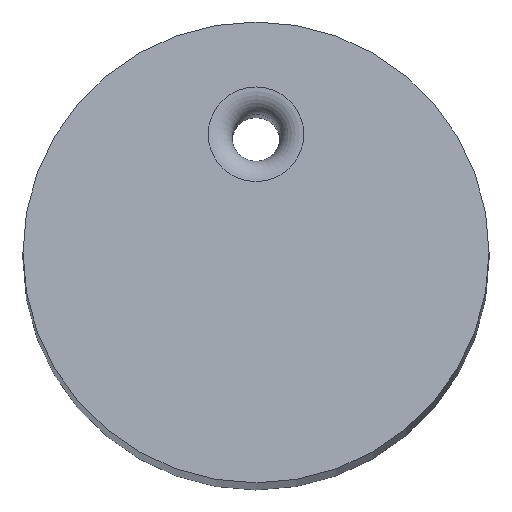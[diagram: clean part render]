
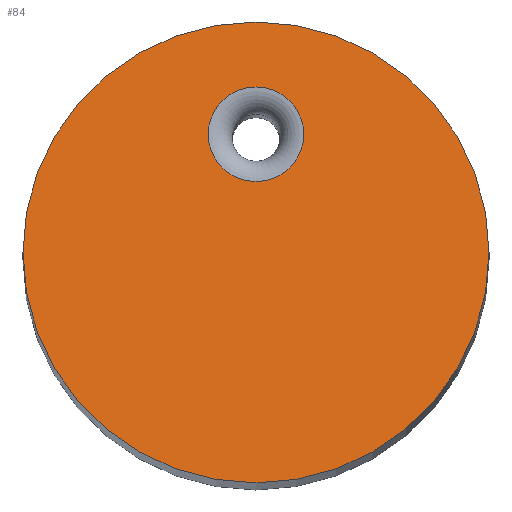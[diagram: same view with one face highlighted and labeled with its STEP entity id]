
A CAD part, front view. The second image highlights one B-rep face of the part: STEP entity #84.
In plain terms, the highlighted planar face has unit normal (0, -0.989, 0.149).
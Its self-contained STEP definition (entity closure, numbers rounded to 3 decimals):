
#19=FACE_BOUND('',#37,.T.);
#21=PLANE('',#109);
#31=FACE_OUTER_BOUND('',#36,.T.);
#36=EDGE_LOOP('',(#73));
#37=EDGE_LOOP('',(#74));
#41=CIRCLE('',#103,2.);
#46=CIRCLE('',#110,9.75);
#48=VERTEX_POINT('',#150);
#52=VERTEX_POINT('',#162);
#54=EDGE_CURVE('',#48,#48,#41,.T.);
#60=EDGE_CURVE('',#52,#52,#46,.T.);
#73=ORIENTED_EDGE('',*,*,#60,.T.);
#74=ORIENTED_EDGE('',*,*,#54,.F.);
#84=ADVANCED_FACE('',(#31,#19),#21,.T.);
#103=AXIS2_PLACEMENT_3D('',#151,#121,#122);
#109=AXIS2_PLACEMENT_3D('',#161,#134,#135);
#110=AXIS2_PLACEMENT_3D('',#163,#136,#137);
#121=DIRECTION('center_axis',(0.,-0.989,0.149));
#122=DIRECTION('ref_axis',(1.,0.,0.));
#134=DIRECTION('center_axis',(0.,-0.989,0.149));
#135=DIRECTION('ref_axis',(1.,0.,0.));
#136=DIRECTION('center_axis',(0.,-0.989,0.149));
#137=DIRECTION('ref_axis',(1.,0.,0.));
#150=CARTESIAN_POINT('',(8.,-10.979,14.633));
#151=CARTESIAN_POINT('Origin',(8.,-10.681,16.611));
#161=CARTESIAN_POINT('Origin',(8.,-11.426,11.667));
#162=CARTESIAN_POINT('',(-1.75,-11.426,11.667));
#163=CARTESIAN_POINT('Origin',(8.,-11.426,11.667));
